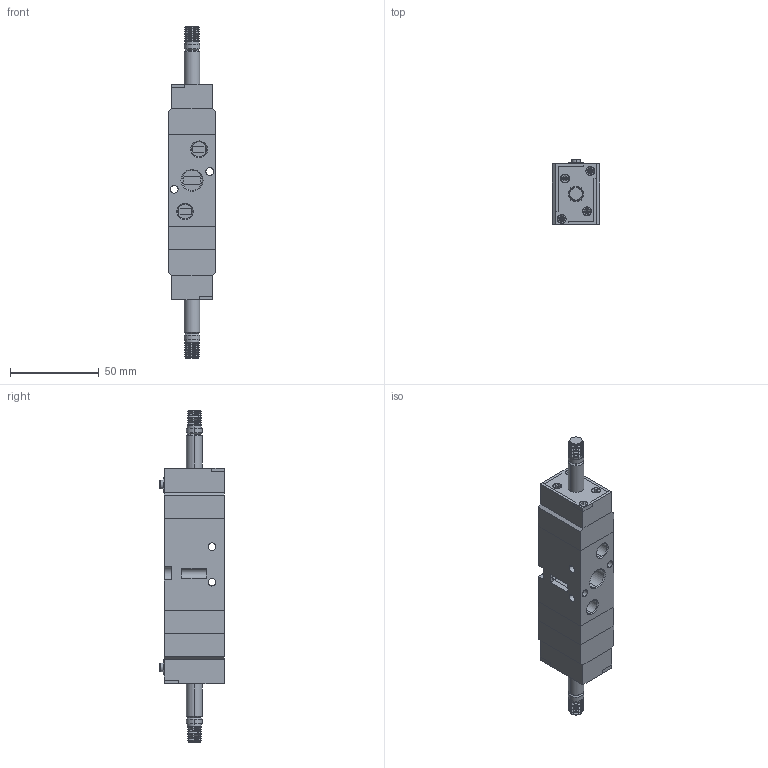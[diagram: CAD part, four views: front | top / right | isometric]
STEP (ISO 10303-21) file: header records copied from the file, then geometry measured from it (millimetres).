
FILE_DESCRIPTION (( 'STEP AP203' ), '1' );
FILE_NAME ('SF4403-IP.STEP', '2016-01-05T00:21:47', ( 'yrd8' ), ( '' ), 'SwSTEP 2.0', 'SolidWorks 2008', '' );
FILE_SCHEMA (( 'CONFIG_CONTROL_DESIGN' ));
Length unit declared in the file: millimetre
Products named in the file (5): SF4403-IP; SF 4000 BODY_ル遽; SF4000 Pilot_ル遽; SF 4000 SEMY_ル遽; SF4000 Block Guide_ル遽
Assembly tree (6 placements, depth 2):
  SF4403-IP
    SF 4000 BODY_ル遽
    SF4000 Block Guide_ル遽
    SF4000 Pilot_ル遽  x2
    SF 4000 SEMY_ル遽  x2
Bounding box: 26.5 x 36.5 x 187 mm (x, y, z)
Volume: 102078.2 mm3; surface area: 31833.4 mm2
Topology: 6 solids, 6 shells, 435 faces, 1035 edges, 656 vertices
Faces by surface type: plane 250, cone 94, cylinder 91
Entity records: 8103 total; most frequent: DIRECTION 1338, CARTESIAN_POINT 1289, ORIENTED_EDGE 1244, EDGE_CURVE 622, LINE 448, VECTOR 448, AXIS2_PLACEMENT_3D 445, VERTEX_POINT 396
